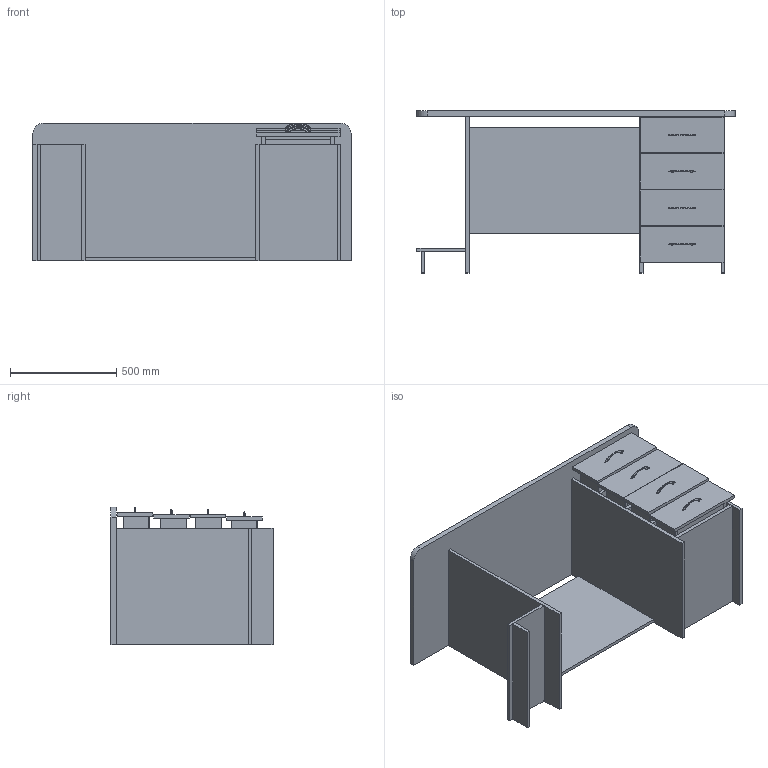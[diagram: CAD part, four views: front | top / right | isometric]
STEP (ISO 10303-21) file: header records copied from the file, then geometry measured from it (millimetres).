
FILE_DESCRIPTION(('STEP AP203'), '1');
FILE_NAME('栺鎀 栖闉罻', '', ('UNSPECIFIED'), ('UNSPECIFIED'), 'ASCON STEP Converter 1.3', 'ASCON Math Kernel', '');
FILE_SCHEMA(('CONFIG_CONTROL_DESIGN'));
Length unit declared in the file: millimetre
Assembly tree (32 placements, depth 4):
  (unnamed)
    (unnamed)
    (unnamed)
    (unnamed)  x2
    (unnamed)
    (unnamed)
    (unnamed)  x4
    (unnamed)
    (unnamed)
      (unnamed)
        (unnamed)  x2
        (unnamed)  x2
        (unnamed)
      (unnamed)
      (unnamed)
    (unnamed)
      (unnamed)
        (unnamed)  x2
        (unnamed)  x2
        (unnamed)
      (unnamed)
      (unnamed)
    (unnamed)
      (unnamed)
        (unnamed)  x2
        (unnamed)  x2
        (unnamed)
      (unnamed)
      (unnamed)
    (unnamed)
      (unnamed)
        (unnamed)  x2
        (unnamed)  x2
        (unnamed)
      (unnamed)
      (unnamed)
Bounding box: 1500 x 764 x 650 mm (x, y, z)
Volume: 85672449.8 mm3; surface area: 11630215 mm2
Topology: 39 solids, 39 shells, 260 faces, 570 edges, 380 vertices
Faces by surface type: plane 226, cylinder 18, bspline 16
Full cylindrical faces by diameter (mm): 4 x16
Entity records: 7242 total; most frequent: CARTESIAN_POINT 3518, DIRECTION 396, ORIENTED_EDGE 340, EDGE_CURVE 170, LINE 138, VECTOR 138, AXIS2_PLACEMENT_3D 129, VERTEX_POINT 116
